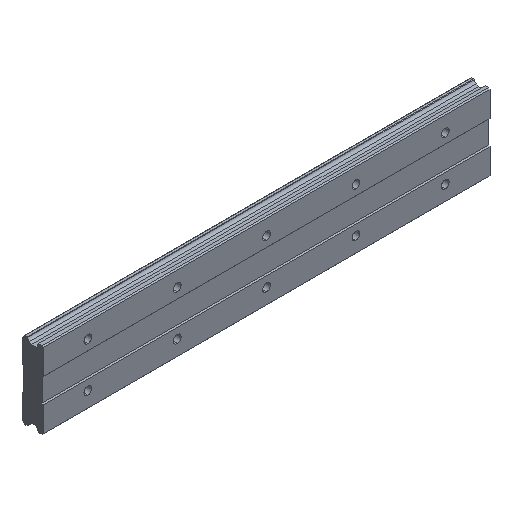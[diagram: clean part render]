
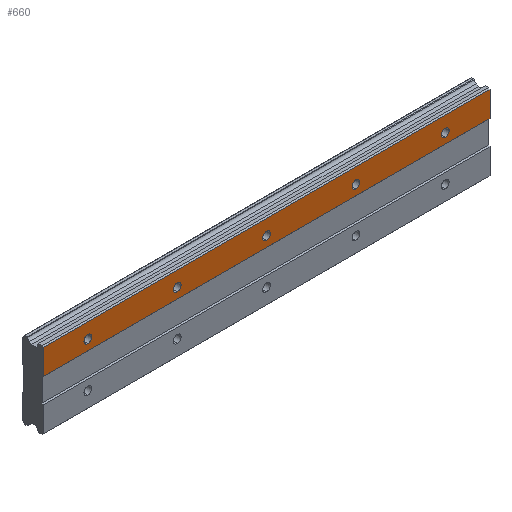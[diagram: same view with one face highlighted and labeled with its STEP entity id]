
A CAD part, isometric view. The second image highlights one B-rep face of the part: STEP entity #660.
In plain terms, the highlighted planar face has unit normal (0, -1, 0).
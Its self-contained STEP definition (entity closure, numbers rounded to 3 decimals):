
#17 = DIRECTION ( 'NONE',  ( 0., -1., 0. ) ) ;
#61 = ORIENTED_EDGE ( 'NONE', *, *, #1008, .F. ) ;
#72 = VERTEX_POINT ( 'NONE', #1253 ) ;
#76 = CIRCLE ( 'NONE', #1566, 3.5 ) ;
#81 = DIRECTION ( 'NONE',  ( 0., 0., 1. ) ) ;
#87 = VERTEX_POINT ( 'NONE', #2061 ) ;
#101 = CARTESIAN_POINT ( 'NONE',  ( 160., 0., 20. ) ) ;
#105 = CARTESIAN_POINT ( 'NONE',  ( 160., 0., 23.5 ) ) ;
#125 = CIRCLE ( 'NONE', #1490, 3.5 ) ;
#135 = FACE_BOUND ( 'NONE', #1859, .T. ) ;
#157 = CIRCLE ( 'NONE', #2030, 3.5 ) ;
#160 = AXIS2_PLACEMENT_3D ( 'NONE', #987, #767, #1225 ) ;
#166 = CIRCLE ( 'NONE', #463, 3.5 ) ;
#180 = CARTESIAN_POINT ( 'NONE',  ( 360., 0., 11. ) ) ;
#221 = CARTESIAN_POINT ( 'NONE',  ( 360., 0., 34.482 ) ) ;
#229 = CARTESIAN_POINT ( 'NONE',  ( 320., 0., 20. ) ) ;
#237 = CARTESIAN_POINT ( 'NONE',  ( 360., 0., 33.5 ) ) ;
#270 = EDGE_CURVE ( 'NONE', #616, #87, #157, .T. ) ;
#296 = CARTESIAN_POINT ( 'NONE',  ( 0., 0., 23.5 ) ) ;
#307 = VERTEX_POINT ( 'NONE', #829 ) ;
#345 = CARTESIAN_POINT ( 'NONE',  ( 160., 0., 16.5 ) ) ;
#354 = PLANE ( 'NONE',  #1394 ) ;
#363 = DIRECTION ( 'NONE',  ( -1., 0., 0. ) ) ;
#364 = CIRCLE ( 'NONE', #1313, 3.5 ) ;
#366 = VECTOR ( 'NONE', #1430, 1000. ) ;
#377 = DIRECTION ( 'NONE',  ( 0., 0., 1. ) ) ;
#380 = EDGE_CURVE ( 'NONE', #1959, #1808, #1561, .T. ) ;
#399 = ORIENTED_EDGE ( 'NONE', *, *, #2015, .F. ) ;
#401 = VERTEX_POINT ( 'NONE', #296 ) ;
#449 = DIRECTION ( 'NONE',  ( 0., 0., 1. ) ) ;
#463 = AXIS2_PLACEMENT_3D ( 'NONE', #101, #2145, #1554 ) ;
#464 = EDGE_LOOP ( 'NONE', ( #1811, #1787 ) ) ;
#504 = ORIENTED_EDGE ( 'NONE', *, *, #580, .F. ) ;
#529 = EDGE_CURVE ( 'NONE', #401, #2535, #364, .T. ) ;
#565 = DIRECTION ( 'NONE',  ( 0., 0., -1. ) ) ;
#573 = CARTESIAN_POINT ( 'NONE',  ( 320., 0., 20. ) ) ;
#579 = EDGE_LOOP ( 'NONE', ( #2388, #1597 ) ) ;
#580 = EDGE_CURVE ( 'NONE', #1808, #1959, #1012, .T. ) ;
#581 = DIRECTION ( 'NONE',  ( 0., -1., 0. ) ) ;
#603 = DIRECTION ( 'NONE',  ( 0., -1., 0. ) ) ;
#616 = VERTEX_POINT ( 'NONE', #2572 ) ;
#653 = DIRECTION ( 'NONE',  ( 0., -1., 0. ) ) ;
#660 = ADVANCED_FACE ( 'NONE', ( #763, #135, #954, #1789, #2586, #1760 ), #354, .F. ) ;
#737 = EDGE_LOOP ( 'NONE', ( #2504, #504 ) ) ;
#739 = CARTESIAN_POINT ( 'NONE',  ( 320., 0., 23.5 ) ) ;
#760 = CIRCLE ( 'NONE', #160, 3.5 ) ;
#763 = FACE_OUTER_BOUND ( 'NONE', #2013, .T. ) ;
#767 = DIRECTION ( 'NONE',  ( 0., -1., 0. ) ) ;
#768 = VERTEX_POINT ( 'NONE', #1438 ) ;
#775 = DIRECTION ( 'NONE',  ( 0., 1., 0. ) ) ;
#829 = CARTESIAN_POINT ( 'NONE',  ( 80., 0., 16.5 ) ) ;
#835 = DIRECTION ( 'NONE',  ( 0., 0., 1. ) ) ;
#841 = CARTESIAN_POINT ( 'NONE',  ( 80., 0., 20. ) ) ;
#858 = CARTESIAN_POINT ( 'NONE',  ( 240., 0., 20. ) ) ;
#896 = AXIS2_PLACEMENT_3D ( 'NONE', #573, #603, #2601 ) ;
#915 = EDGE_CURVE ( 'NONE', #2494, #2380, #1738, .T. ) ;
#937 = VECTOR ( 'NONE', #565, 1000. ) ;
#954 = FACE_BOUND ( 'NONE', #737, .T. ) ;
#969 = CARTESIAN_POINT ( 'NONE',  ( -40., 0., 34.482 ) ) ;
#987 = CARTESIAN_POINT ( 'NONE',  ( 0., 0., 20. ) ) ;
#994 = ORIENTED_EDGE ( 'NONE', *, *, #1509, .F. ) ;
#1008 = EDGE_CURVE ( 'NONE', #768, #72, #2008, .T. ) ;
#1012 = CIRCLE ( 'NONE', #896, 3.5 ) ;
#1057 = AXIS2_PLACEMENT_3D ( 'NONE', #229, #1887, #1857 ) ;
#1158 = EDGE_CURVE ( 'NONE', #307, #1248, #76, .T. ) ;
#1174 = CARTESIAN_POINT ( 'NONE',  ( 360., 0., 33.5 ) ) ;
#1193 = VECTOR ( 'NONE', #363, 1000. ) ;
#1218 = ORIENTED_EDGE ( 'NONE', *, *, #1676, .F. ) ;
#1225 = DIRECTION ( 'NONE',  ( 0., 0., 1. ) ) ;
#1248 = VERTEX_POINT ( 'NONE', #2134 ) ;
#1253 = CARTESIAN_POINT ( 'NONE',  ( -40., 0., 11. ) ) ;
#1288 = EDGE_CURVE ( 'NONE', #2380, #2494, #166, .T. ) ;
#1304 = CARTESIAN_POINT ( 'NONE',  ( 320., 0., 16.5 ) ) ;
#1307 = DIRECTION ( 'NONE',  ( 0., 0., 1. ) ) ;
#1313 = AXIS2_PLACEMENT_3D ( 'NONE', #2529, #1911, #81 ) ;
#1363 = VERTEX_POINT ( 'NONE', #1372 ) ;
#1372 = CARTESIAN_POINT ( 'NONE',  ( 360., 0., 33.5 ) ) ;
#1376 = CARTESIAN_POINT ( 'NONE',  ( 240., 0., 20. ) ) ;
#1394 = AXIS2_PLACEMENT_3D ( 'NONE', #1174, #775, #449 ) ;
#1430 = DIRECTION ( 'NONE',  ( 0., 0., -1. ) ) ;
#1438 = CARTESIAN_POINT ( 'NONE',  ( 360., 0., 11. ) ) ;
#1462 = ORIENTED_EDGE ( 'NONE', *, *, #2114, .T. ) ;
#1490 = AXIS2_PLACEMENT_3D ( 'NONE', #841, #653, #2487 ) ;
#1503 = CARTESIAN_POINT ( 'NONE',  ( 160., 0., 20. ) ) ;
#1509 = EDGE_CURVE ( 'NONE', #2495, #1363, #2269, .T. ) ;
#1554 = DIRECTION ( 'NONE',  ( 0., 0., 1. ) ) ;
#1561 = CIRCLE ( 'NONE', #1057, 3.5 ) ;
#1566 = AXIS2_PLACEMENT_3D ( 'NONE', #1852, #17, #835 ) ;
#1577 = LINE ( 'NONE', #969, #937 ) ;
#1597 = ORIENTED_EDGE ( 'NONE', *, *, #1158, .F. ) ;
#1604 = CIRCLE ( 'NONE', #1736, 3.5 ) ;
#1618 = EDGE_CURVE ( 'NONE', #87, #616, #1604, .T. ) ;
#1676 = EDGE_CURVE ( 'NONE', #1363, #768, #2632, .T. ) ;
#1736 = AXIS2_PLACEMENT_3D ( 'NONE', #858, #581, #377 ) ;
#1738 = CIRCLE ( 'NONE', #1821, 3.5 ) ;
#1760 = FACE_BOUND ( 'NONE', #579, .T. ) ;
#1787 = ORIENTED_EDGE ( 'NONE', *, *, #1618, .F. ) ;
#1789 = FACE_BOUND ( 'NONE', #464, .T. ) ;
#1808 = VERTEX_POINT ( 'NONE', #1304 ) ;
#1811 = ORIENTED_EDGE ( 'NONE', *, *, #270, .F. ) ;
#1816 = ORIENTED_EDGE ( 'NONE', *, *, #1288, .F. ) ;
#1821 = AXIS2_PLACEMENT_3D ( 'NONE', #1503, #2308, #1307 ) ;
#1852 = CARTESIAN_POINT ( 'NONE',  ( 80., 0., 20. ) ) ;
#1857 = DIRECTION ( 'NONE',  ( 0., 0., 1. ) ) ;
#1859 = EDGE_LOOP ( 'NONE', ( #2549, #399 ) ) ;
#1887 = DIRECTION ( 'NONE',  ( 0., -1., 0. ) ) ;
#1911 = DIRECTION ( 'NONE',  ( 0., -1., 0. ) ) ;
#1959 = VERTEX_POINT ( 'NONE', #739 ) ;
#2008 = LINE ( 'NONE', #180, #1193 ) ;
#2013 = EDGE_LOOP ( 'NONE', ( #61, #1218, #994, #1462 ) ) ;
#2015 = EDGE_CURVE ( 'NONE', #2535, #401, #760, .T. ) ;
#2024 = CARTESIAN_POINT ( 'NONE',  ( -40., 0., 33.5 ) ) ;
#2030 = AXIS2_PLACEMENT_3D ( 'NONE', #1376, #2624, #2400 ) ;
#2061 = CARTESIAN_POINT ( 'NONE',  ( 240., 0., 16.5 ) ) ;
#2114 = EDGE_CURVE ( 'NONE', #2495, #72, #1577, .T. ) ;
#2134 = CARTESIAN_POINT ( 'NONE',  ( 80., 0., 23.5 ) ) ;
#2145 = DIRECTION ( 'NONE',  ( 0., -1., 0. ) ) ;
#2255 = ORIENTED_EDGE ( 'NONE', *, *, #915, .F. ) ;
#2269 = LINE ( 'NONE', #237, #2369 ) ;
#2308 = DIRECTION ( 'NONE',  ( 0., -1., 0. ) ) ;
#2317 = EDGE_LOOP ( 'NONE', ( #1816, #2255 ) ) ;
#2369 = VECTOR ( 'NONE', #2485, 1000. ) ;
#2380 = VERTEX_POINT ( 'NONE', #105 ) ;
#2388 = ORIENTED_EDGE ( 'NONE', *, *, #2578, .F. ) ;
#2400 = DIRECTION ( 'NONE',  ( 0., 0., 1. ) ) ;
#2428 = CARTESIAN_POINT ( 'NONE',  ( 0., 0., 16.5 ) ) ;
#2485 = DIRECTION ( 'NONE',  ( 1., 0., 0. ) ) ;
#2487 = DIRECTION ( 'NONE',  ( 0., 0., 1. ) ) ;
#2494 = VERTEX_POINT ( 'NONE', #345 ) ;
#2495 = VERTEX_POINT ( 'NONE', #2024 ) ;
#2504 = ORIENTED_EDGE ( 'NONE', *, *, #380, .F. ) ;
#2529 = CARTESIAN_POINT ( 'NONE',  ( 0., 0., 20. ) ) ;
#2535 = VERTEX_POINT ( 'NONE', #2428 ) ;
#2549 = ORIENTED_EDGE ( 'NONE', *, *, #529, .F. ) ;
#2572 = CARTESIAN_POINT ( 'NONE',  ( 240., 0., 23.5 ) ) ;
#2578 = EDGE_CURVE ( 'NONE', #1248, #307, #125, .T. ) ;
#2586 = FACE_BOUND ( 'NONE', #2317, .T. ) ;
#2601 = DIRECTION ( 'NONE',  ( 0., 0., 1. ) ) ;
#2624 = DIRECTION ( 'NONE',  ( 0., -1., 0. ) ) ;
#2632 = LINE ( 'NONE', #221, #366 ) ;
